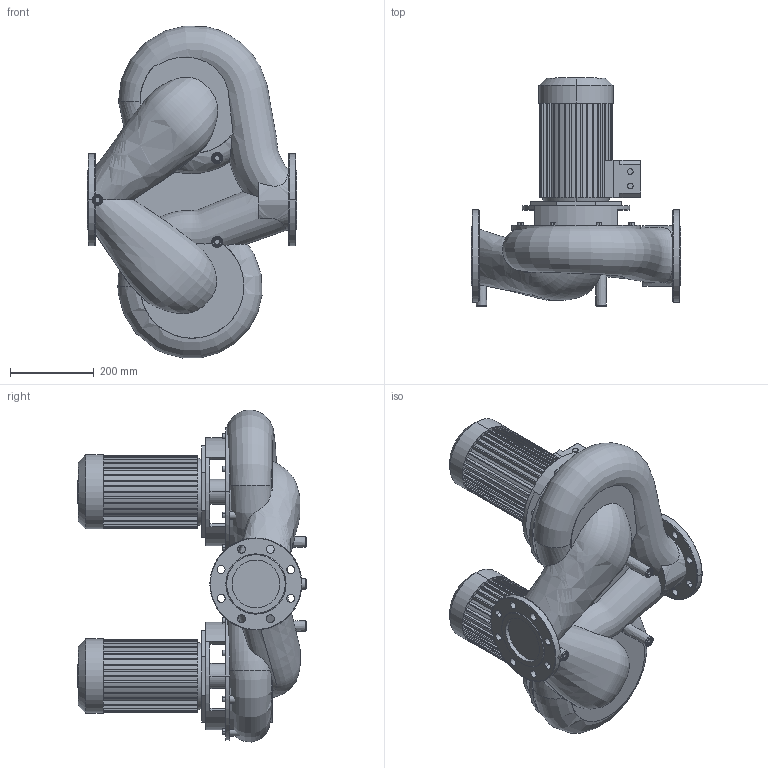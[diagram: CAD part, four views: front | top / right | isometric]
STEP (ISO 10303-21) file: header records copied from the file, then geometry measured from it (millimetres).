
FILE_DESCRIPTION((''),'2;1');
FILE_NAME('3d_DPL100_135-1_1_4-2121235.stp','2016-08-24T11:00:13',(''),(''),'Mechanical Desktop 2009','Mechanical Desktop 2009',', , ');
FILE_SCHEMA(('CONFIG_CONTROL_DESIGN'));
Length unit declared in the file: millimetre
Products named in the file (1): Product
Bounding box: 500 x 545.69 x 793.62 mm (x, y, z)
Volume: 55662296.2 mm3; surface area: 2457506.2 mm2
Topology: 17 solids, 17 shells, 916 faces, 2359 edges, 1525 vertices
Faces by surface type: plane 438, bspline 236, cylinder 228, cone 10, torus 4
Entity records: 52305 total; most frequent: CARTESIAN_POINT 30213, ORIENTED_EDGE 4714, DIRECTION 4371, EDGE_CURVE 2357, VERTEX_POINT 1524, AXIS2_PLACEMENT_3D 1498, VECTOR 1375, LINE 1375
